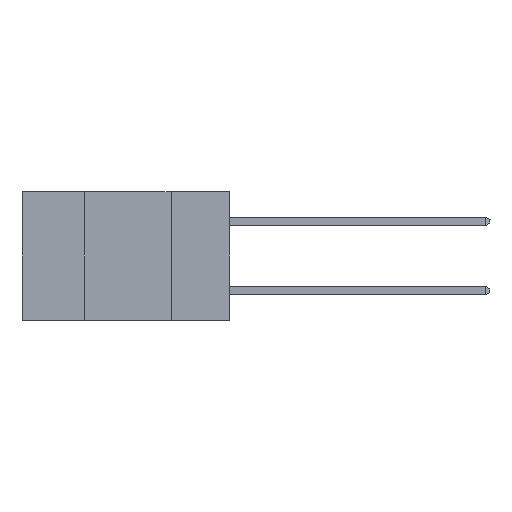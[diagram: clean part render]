
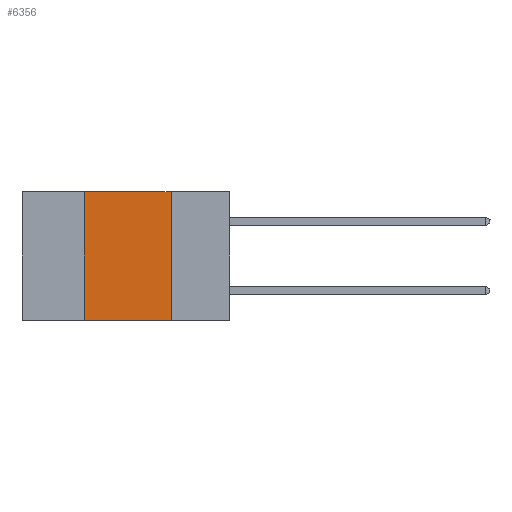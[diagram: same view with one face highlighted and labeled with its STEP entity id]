
A CAD part, left-side view. The second image highlights one B-rep face of the part: STEP entity #6356.
In plain terms, the highlighted planar face has unit normal (-1, 0, 0).
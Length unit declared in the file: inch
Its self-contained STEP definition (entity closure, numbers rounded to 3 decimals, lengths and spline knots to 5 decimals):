
#271 = EDGE_CURVE ( 'NONE', #5491, #5783, #10670, .T. ) ;
#834 = LINE ( 'NONE', #10335, #7081 ) ;
#1222 = EDGE_CURVE ( 'NONE', #9755, #5491, #834, .T. ) ;
#1606 = CARTESIAN_POINT ( 'NONE',  ( 0., 0.6, 0. ) ) ;
#1645 = PLANE ( 'NONE',  #11085 ) ;
#1746 = CARTESIAN_POINT ( 'NONE',  ( 0., 0.6, -0.37 ) ) ;
#1872 = VERTEX_POINT ( 'NONE', #4870 ) ;
#1902 = CARTESIAN_POINT ( 'NONE',  ( 0., 0.6, 0. ) ) ;
#2598 = EDGE_CURVE ( 'NONE', #5783, #1872, #8257, .T. ) ;
#2706 = DIRECTION ( 'NONE',  ( 0., -1., 0. ) ) ;
#3238 = CARTESIAN_POINT ( 'NONE',  ( 0., 0.17, 0. ) ) ;
#3661 = EDGE_CURVE ( 'NONE', #9755, #1872, #5493, .T. ) ;
#3698 = CARTESIAN_POINT ( 'NONE',  ( 0., 0.42, 0. ) ) ;
#4158 = ORIENTED_EDGE ( 'NONE', *, *, #271, .F. ) ;
#4444 = DIRECTION ( 'NONE',  ( 0., 0., -1. ) ) ;
#4811 = VECTOR ( 'NONE', #6982, 39.37008 ) ;
#4870 = CARTESIAN_POINT ( 'NONE',  ( 0., 0.17, -0.37 ) ) ;
#5182 = ORIENTED_EDGE ( 'NONE', *, *, #1222, .F. ) ;
#5491 = VERTEX_POINT ( 'NONE', #3698 ) ;
#5493 = LINE ( 'NONE', #1746, #4811 ) ;
#5783 = VERTEX_POINT ( 'NONE', #7220 ) ;
#5946 = DIRECTION ( 'NONE',  ( 0., 0., -1. ) ) ;
#6356 = ADVANCED_FACE ( 'NONE', ( #9380 ), #1645, .F. ) ;
#6982 = DIRECTION ( 'NONE',  ( 0., -1., 0. ) ) ;
#7081 = VECTOR ( 'NONE', #10516, 39.37008 ) ;
#7220 = CARTESIAN_POINT ( 'NONE',  ( 0., 0.17, 0. ) ) ;
#7502 = VECTOR ( 'NONE', #2706, 39.37008 ) ;
#8197 = ORIENTED_EDGE ( 'NONE', *, *, #3661, .T. ) ;
#8257 = LINE ( 'NONE', #3238, #10057 ) ;
#9380 = FACE_OUTER_BOUND ( 'NONE', #10432, .T. ) ;
#9723 = ORIENTED_EDGE ( 'NONE', *, *, #2598, .F. ) ;
#9755 = VERTEX_POINT ( 'NONE', #10415 ) ;
#10057 = VECTOR ( 'NONE', #4444, 39.37008 ) ;
#10335 = CARTESIAN_POINT ( 'NONE',  ( 0., 0.42, 0. ) ) ;
#10365 = DIRECTION ( 'NONE',  ( 1., 0., 0. ) ) ;
#10415 = CARTESIAN_POINT ( 'NONE',  ( 0., 0.42, -0.37 ) ) ;
#10432 = EDGE_LOOP ( 'NONE', ( #9723, #4158, #5182, #8197 ) ) ;
#10516 = DIRECTION ( 'NONE',  ( 0., 0., 1. ) ) ;
#10670 = LINE ( 'NONE', #1902, #7502 ) ;
#11085 = AXIS2_PLACEMENT_3D ( 'NONE', #1606, #10365, #5946 ) ;
